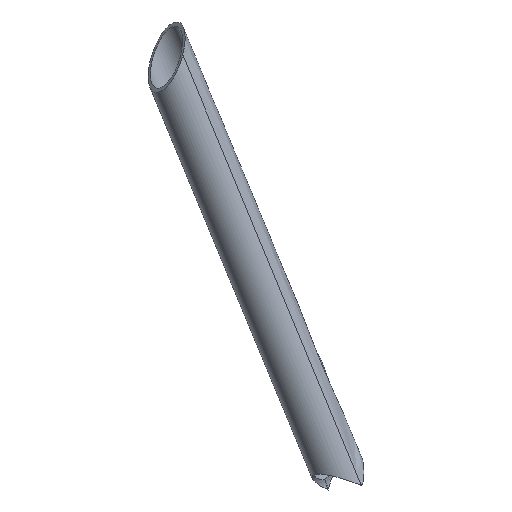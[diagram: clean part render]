
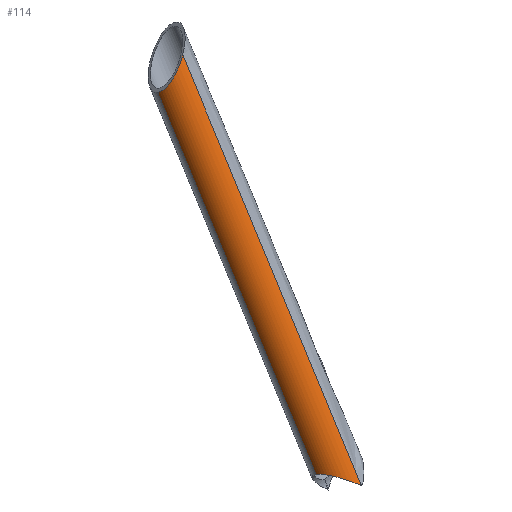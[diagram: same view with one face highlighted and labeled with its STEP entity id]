
A CAD part, isometric view. The second image highlights one B-rep face of the part: STEP entity #114.
In plain terms, the highlighted cylindrical face has radius 12.5 mm (diameter 25 mm), a partial arc.
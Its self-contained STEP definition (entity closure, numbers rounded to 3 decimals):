
#52=CARTESIAN_POINT('Axis2P3D Location',(-341.,152.716,-3.597)) ;
#57=CARTESIAN_POINT('Line Origine',(-353.5,152.716,-3.597)) ;
#61=CARTESIAN_POINT('Vertex',(-353.5,159.374,6.982)) ;
#63=CARTESIAN_POINT('Vertex',(-353.5,263.754,172.862)) ;
#67=CARTESIAN_POINT('Control Point',(-353.5,159.374,6.982)) ;
#68=CARTESIAN_POINT('Control Point',(-353.5,158.319,7.646)) ;
#69=CARTESIAN_POINT('Control Point',(-353.311,157.164,8.15)) ;
#70=CARTESIAN_POINT('Control Point',(-352.949,155.973,8.471)) ;
#71=CARTESIAN_POINT('Vertex',(-352.949,155.973,8.471)) ;
#75=CARTESIAN_POINT('Control Point',(-352.949,155.973,8.471)) ;
#76=CARTESIAN_POINT('Control Point',(-352.581,154.765,8.797)) ;
#77=CARTESIAN_POINT('Control Point',(-352.068,153.527,8.969)) ;
#78=CARTESIAN_POINT('Control Point',(-351.42,152.287,8.985)) ;
#79=CARTESIAN_POINT('Control Point',(-349.902,149.859,8.719)) ;
#80=CARTESIAN_POINT('Control Point',(-348.025,147.622,7.909)) ;
#81=CARTESIAN_POINT('Control Point',(-347.019,146.573,7.38)) ;
#82=CARTESIAN_POINT('Control Point',(-345.235,144.932,6.304)) ;
#83=CARTESIAN_POINT('Control Point',(-343.355,143.548,4.954)) ;
#84=CARTESIAN_POINT('Control Point',(-342.573,143.027,4.359)) ;
#85=CARTESIAN_POINT('Control Point',(-341.787,142.556,3.726)) ;
#86=CARTESIAN_POINT('Control Point',(-341.,142.137,3.06)) ;
#87=CARTESIAN_POINT('Vertex',(-341.,142.137,3.06)) ;
#91=CARTESIAN_POINT('Control Point',(-341.,259.773,190.005)) ;
#92=CARTESIAN_POINT('Control Point',(-341.,142.137,3.06)) ;
#93=CARTESIAN_POINT('Vertex',(-341.,259.773,190.005)) ;
#97=CARTESIAN_POINT('Control Point',(-353.5,263.754,172.862)) ;
#98=CARTESIAN_POINT('Control Point',(-353.5,262.196,173.835)) ;
#99=CARTESIAN_POINT('Control Point',(-353.162,260.816,175.093)) ;
#100=CARTESIAN_POINT('Control Point',(-352.486,259.707,176.578)) ;
#101=CARTESIAN_POINT('Control Point',(-350.346,257.89,180.223)) ;
#102=CARTESIAN_POINT('Control Point',(-347.148,257.617,184.143)) ;
#103=CARTESIAN_POINT('Control Point',(-345.151,257.939,186.283)) ;
#104=CARTESIAN_POINT('Control Point',(-343.075,258.674,188.258)) ;
#105=CARTESIAN_POINT('Control Point',(-341.,259.773,190.005)) ;
#53=DIRECTION('Axis2P3D Direction',(0.,0.533,0.846)) ;
#54=DIRECTION('Axis2P3D XDirection',(-1.,0.,0.)) ;
#58=DIRECTION('Vector Direction',(0.,0.533,0.846)) ;
#55=AXIS2_PLACEMENT_3D('Cylinder Axis2P3D',#52,#53,#54) ;
#108=ORIENTED_EDGE('',*,*,#65,.F.) ;
#109=ORIENTED_EDGE('',*,*,#73,.T.) ;
#110=ORIENTED_EDGE('',*,*,#89,.T.) ;
#111=ORIENTED_EDGE('',*,*,#95,.F.) ;
#112=ORIENTED_EDGE('',*,*,#106,.T.) ;
#59=VECTOR('Line Direction',#58,1.) ;
#114=ADVANCED_FACE('Corps principal',(#113),#56,.T.) ;
#66=B_SPLINE_CURVE_WITH_KNOTS('',3,(#67,#68,#69,#70),.UNSPECIFIED.,.F.,.U.,(4,4),(0.,7.479),.UNSPECIFIED.) ;
#74=B_SPLINE_CURVE_WITH_KNOTS('',5,(#75,#76,#77,#78,#79,#80,#81,#82,#83,#84,#85,#86),.UNSPECIFIED.,.F.,.U.,(6,3,3,6),(0.,12.644,25.287,34.083),.UNSPECIFIED.) ;
#90=B_SPLINE_CURVE_WITH_KNOTS('',1,(#91,#92),.UNSPECIFIED.,.F.,.U.,(2,2),(-110.439,110.439),.UNSPECIFIED.) ;
#96=B_SPLINE_CURVE_WITH_KNOTS('',5,(#97,#98,#99,#100,#101,#102,#103,#104,#105),.UNSPECIFIED.,.F.,.U.,(6,3,6),(0.,18.35,41.503),.UNSPECIFIED.) ;
#56=CYLINDRICAL_SURFACE('generated cylinder',#55,12.5) ;
#65=EDGE_CURVE('',#62,#64,#60,.T.) ;
#73=EDGE_CURVE('',#62,#72,#66,.T.) ;
#89=EDGE_CURVE('',#72,#88,#74,.T.) ;
#95=EDGE_CURVE('',#94,#88,#90,.T.) ;
#106=EDGE_CURVE('',#94,#64,#96,.F.) ;
#107=EDGE_LOOP('',(#108,#109,#110,#111,#112)) ;
#113=FACE_OUTER_BOUND('',#107,.T.) ;
#60=LINE('Line',#57,#59) ;
#62=VERTEX_POINT('',#61) ;
#64=VERTEX_POINT('',#63) ;
#72=VERTEX_POINT('',#71) ;
#88=VERTEX_POINT('',#87) ;
#94=VERTEX_POINT('',#93) ;
